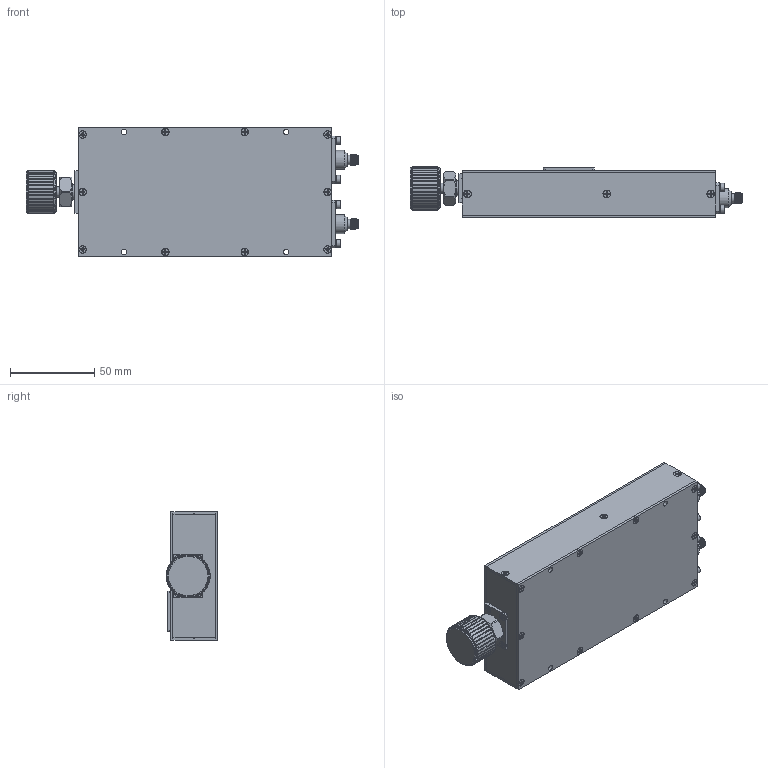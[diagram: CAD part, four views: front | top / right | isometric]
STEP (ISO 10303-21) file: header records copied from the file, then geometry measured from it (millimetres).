
FILE_DESCRIPTION (( 'STEP AP203' ), '1' );
FILE_NAME ('PE82P5004_3D.step', '2022-04-06T15:00:12', ( '' ), ( '' ), 'SwSTEP 2.0', 'SolidWorks 2021', '' );
FILE_SCHEMA (( 'CONFIG_CONTROL_DESIGN' ));
Length unit declared in the file: inch
Products named in the file (1): PE82P5004_3D
Bounding box: 196.5 x 30.5 x 76 mm (x, y, z)
Volume: 334623.1 mm3; surface area: 44217.9 mm2
Topology: 1 solids, 9 shells, 1685 faces, 4180 edges, 2693 vertices
Faces by surface type: plane 936, cone 378, cylinder 245, bspline 124, torus 2
Full cylindrical faces by diameter (mm): 0.94 x2, 1.194 x2, 3.2 x4, 4.492 x20, 4.5 x4, 4.521 x4, 4.572 x8, 4.648 x8, 4.75 x8, 5.582 x4, 6 x1, 8.8 x1, 10 x1, 11.2 x2, 24 x2
Entity records: 88111 total; most frequent: CARTESIAN_POINT 52218, ORIENTED_EDGE 7900, DIRECTION 6416, EDGE_CURVE 3950, VERTEX_POINT 2626, AXIS2_PLACEMENT_3D 2500, EDGE_LOOP 2036, FACE_OUTER_BOUND 1758
